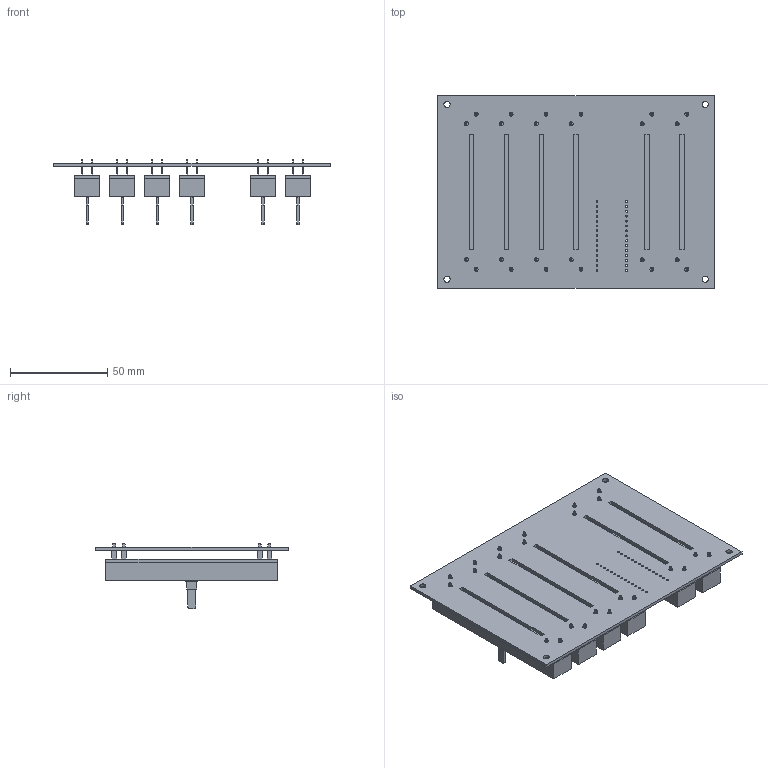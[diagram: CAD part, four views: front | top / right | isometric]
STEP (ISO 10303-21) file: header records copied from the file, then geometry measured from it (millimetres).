
FILE_DESCRIPTION(('KiCad electronic assembly'),'2;1');
FILE_NAME('Arduino_Mixer.step','2024-03-31T19:40:23',('Pcbnew'),('Kicad' ),'Open CASCADE STEP processor 7.6','KiCad to STEP converter', 'Unknown');
FILE_SCHEMA(('AUTOMOTIVE_DESIGN { 1 0 10303 214 1 1 1 1 }'));
Length unit declared in the file: millimetre
Products named in the file (12): Arduino_Mixer 1; Slide_Potentiometer_60mm; Part 5; Main_Body; Substrate; Part 3; Part 4; Part 6; Part 7; Part 8; Part 9; Arduino_Mixer_PCB
Assembly tree (16 placements, depth 3):
  Arduino_Mixer 1
    Slide_Potentiometer_60mm  x6
      Part 5
      Main_Body
      Substrate
      Part 3
      Part 4
      Part 6
      Part 7
      Part 8
      Part 9
    Arduino_Mixer_PCB
Bounding box: 142.49 x 99.31 x 33.5 mm (x, y, z)
Volume: 85426.2 mm3; surface area: 79353.5 mm2
Topology: 55 solids, 55 shells, 568 faces, 1374 edges, 916 vertices
Faces by surface type: plane 450, cylinder 106, cone 12
Full cylindrical faces by diameter (mm): 1 x30, 2 x24, 2.701 x12, 3.2 x4
Entity records: 6000 total; most frequent: DIRECTION 942, CARTESIAN_POINT 927, ORIENTED_EDGE 884, EDGE_CURVE 442, AXIS2_PLACEMENT_3D 319, LINE 304, VECTOR 304, FACE_BOUND 300
